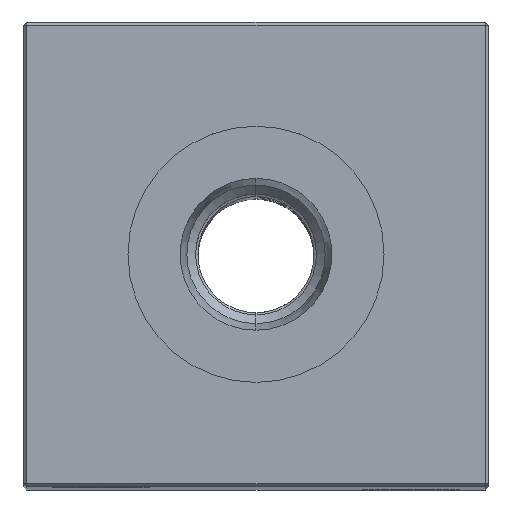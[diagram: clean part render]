
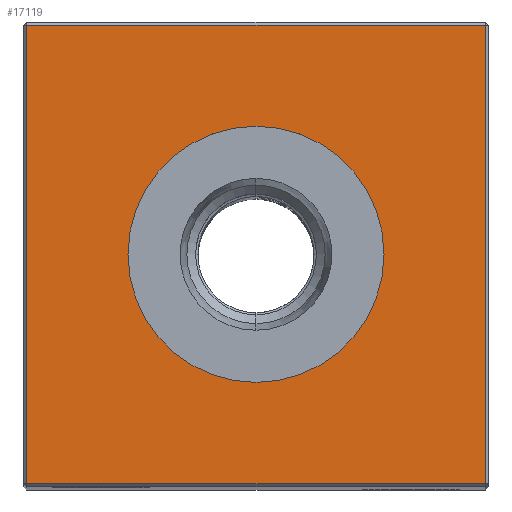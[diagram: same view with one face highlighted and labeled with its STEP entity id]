
A CAD part, top view. The second image highlights one B-rep face of the part: STEP entity #17119.
In plain terms, the highlighted planar face has unit normal (0, 0, 1).
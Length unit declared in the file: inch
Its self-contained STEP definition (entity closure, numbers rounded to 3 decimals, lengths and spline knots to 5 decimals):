
#337 = VERTEX_POINT ( 'NONE', #23559 ) ;
#525 = DIRECTION ( 'NONE',  ( 0., 0., -1. ) ) ;
#537 = CARTESIAN_POINT ( 'NONE',  ( -0.74, 0.74, 6.25 ) ) ;
#928 = EDGE_LOOP ( 'NONE', ( #21569, #13661, #2958, #15489 ) ) ;
#1577 = CARTESIAN_POINT ( 'NONE',  ( 0., 0.74, 6.25 ) ) ;
#1692 = EDGE_CURVE ( 'NONE', #18242, #337, #11014, .T. ) ;
#2958 = ORIENTED_EDGE ( 'NONE', *, *, #19827, .T. ) ;
#3302 = CARTESIAN_POINT ( 'NONE',  ( 0., 0., 6.25 ) ) ;
#4264 = VECTOR ( 'NONE', #20042, 39.37008 ) ;
#4502 = LINE ( 'NONE', #11956, #7260 ) ;
#5129 = LINE ( 'NONE', #1577, #4264 ) ;
#5257 = EDGE_CURVE ( 'NONE', #337, #16727, #4502, .T. ) ;
#6050 = CARTESIAN_POINT ( 'NONE',  ( 0., -0.41339, 6.25 ) ) ;
#6508 = ORIENTED_EDGE ( 'NONE', *, *, #14680, .T. ) ;
#7260 = VECTOR ( 'NONE', #18868, 39.37008 ) ;
#7970 = EDGE_CURVE ( 'NONE', #13732, #10855, #8024, .T. ) ;
#8024 = CIRCLE ( 'NONE', #21693, 0.41339 ) ;
#8238 = CARTESIAN_POINT ( 'NONE',  ( 0., 0., 6.25 ) ) ;
#8819 = DIRECTION ( 'NONE',  ( -1., 0., 0. ) ) ;
#9229 = CARTESIAN_POINT ( 'NONE',  ( 0.74, 0., 6.25 ) ) ;
#9826 = VECTOR ( 'NONE', #22306, 39.37008 ) ;
#9843 = PLANE ( 'NONE',  #14848 ) ;
#10385 = CARTESIAN_POINT ( 'NONE',  ( 0., 0.41339, 6.25 ) ) ;
#10855 = VERTEX_POINT ( 'NONE', #10385 ) ;
#11014 = LINE ( 'NONE', #14696, #19691 ) ;
#11219 = DIRECTION ( 'NONE',  ( -1., 0., 0. ) ) ;
#11688 = DIRECTION ( 'NONE',  ( 0., 0., -1. ) ) ;
#11956 = CARTESIAN_POINT ( 'NONE',  ( 0., -0.74, 6.25 ) ) ;
#12010 = CARTESIAN_POINT ( 'NONE',  ( 0.74, 0.74, 6.25 ) ) ;
#12477 = DIRECTION ( 'NONE',  ( 0., -1., 0. ) ) ;
#13661 = ORIENTED_EDGE ( 'NONE', *, *, #5257, .T. ) ;
#13732 = VERTEX_POINT ( 'NONE', #6050 ) ;
#13812 = VERTEX_POINT ( 'NONE', #12010 ) ;
#14680 = EDGE_CURVE ( 'NONE', #10855, #13732, #14845, .T. ) ;
#14696 = CARTESIAN_POINT ( 'NONE',  ( -0.74, 0., 6.25 ) ) ;
#14845 = CIRCLE ( 'NONE', #21083, 0.41339 ) ;
#14848 = AXIS2_PLACEMENT_3D ( 'NONE', #8238, #525, #15713 ) ;
#15489 = ORIENTED_EDGE ( 'NONE', *, *, #15677, .T. ) ;
#15677 = EDGE_CURVE ( 'NONE', #13812, #18242, #5129, .T. ) ;
#15713 = DIRECTION ( 'NONE',  ( -1., 0., 0. ) ) ;
#16567 = LINE ( 'NONE', #9229, #9826 ) ;
#16727 = VERTEX_POINT ( 'NONE', #18683 ) ;
#17119 = ADVANCED_FACE ( 'NONE', ( #20961, #17543 ), #9843, .F. ) ;
#17543 = FACE_BOUND ( 'NONE', #21722, .T. ) ;
#18242 = VERTEX_POINT ( 'NONE', #537 ) ;
#18683 = CARTESIAN_POINT ( 'NONE',  ( 0.74, -0.74, 6.25 ) ) ;
#18868 = DIRECTION ( 'NONE',  ( 1., 0., 0. ) ) ;
#19073 = ORIENTED_EDGE ( 'NONE', *, *, #7970, .T. ) ;
#19168 = CARTESIAN_POINT ( 'NONE',  ( 0., 0., 6.25 ) ) ;
#19691 = VECTOR ( 'NONE', #12477, 39.37008 ) ;
#19827 = EDGE_CURVE ( 'NONE', #16727, #13812, #16567, .T. ) ;
#20042 = DIRECTION ( 'NONE',  ( -1., 0., 0. ) ) ;
#20961 = FACE_OUTER_BOUND ( 'NONE', #928, .T. ) ;
#21083 = AXIS2_PLACEMENT_3D ( 'NONE', #19168, #11688, #11219 ) ;
#21569 = ORIENTED_EDGE ( 'NONE', *, *, #1692, .T. ) ;
#21693 = AXIS2_PLACEMENT_3D ( 'NONE', #3302, #24216, #8819 ) ;
#21722 = EDGE_LOOP ( 'NONE', ( #6508, #19073 ) ) ;
#22306 = DIRECTION ( 'NONE',  ( 0., 1., 0. ) ) ;
#23559 = CARTESIAN_POINT ( 'NONE',  ( -0.74, -0.74, 6.25 ) ) ;
#24216 = DIRECTION ( 'NONE',  ( 0., 0., -1. ) ) ;
